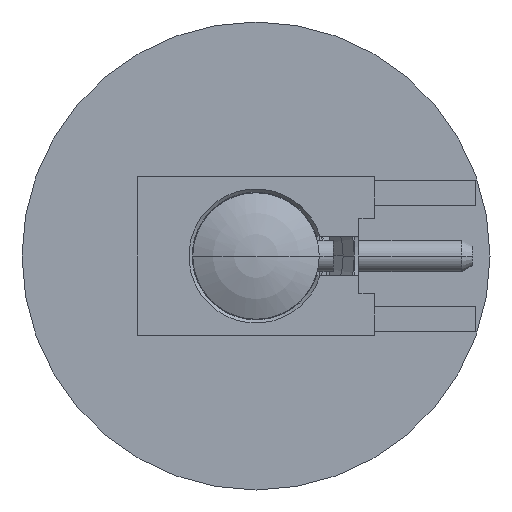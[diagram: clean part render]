
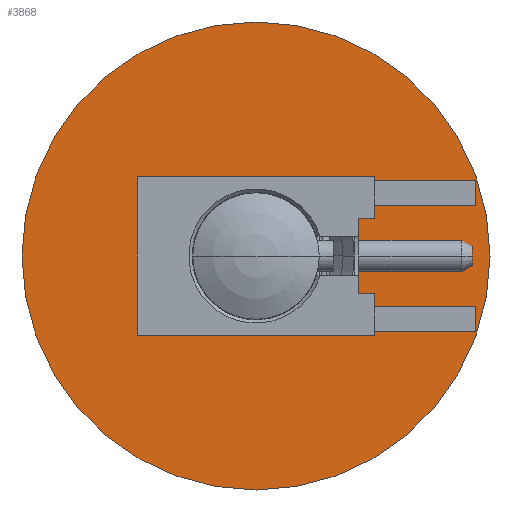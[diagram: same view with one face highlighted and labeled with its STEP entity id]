
A CAD part, left-side view. The second image highlights one B-rep face of the part: STEP entity #3868.
In plain terms, the highlighted planar face has unit normal (-1, 0, 0).
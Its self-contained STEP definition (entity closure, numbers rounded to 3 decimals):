
#886=DIRECTION('',(0.,-1.,0.));
#887=VECTOR('',#886,8.895);
#888=CARTESIAN_POINT('',(12.01,4.765,-3.175));
#889=LINE('',#888,#887);
#890=DIRECTION('',(0.,0.,1.));
#891=VECTOR('',#890,6.35);
#892=CARTESIAN_POINT('',(12.01,-4.13,-3.175));
#893=LINE('',#892,#891);
#894=DIRECTION('',(0.,1.,0.));
#895=VECTOR('',#894,8.895);
#896=CARTESIAN_POINT('',(12.01,-4.13,3.175));
#897=LINE('',#896,#895);
#898=DIRECTION('',(0.,0.,-1.));
#899=VECTOR('',#898,6.35);
#900=CARTESIAN_POINT('',(12.01,4.765,3.175));
#901=LINE('',#900,#899);
#1470=CARTESIAN_POINT('',(12.01,0.,0.));
#1471=DIRECTION('',(-1.,0.,0.));
#1472=DIRECTION('',(0.,-1.,0.));
#1473=AXIS2_PLACEMENT_3D('',#1470,#1471,#1472);
#1483=CARTESIAN_POINT('',(12.01,0.,0.));
#1484=DIRECTION('',(1.,0.,0.));
#1485=DIRECTION('',(0.,-1.,0.));
#1486=AXIS2_PLACEMENT_3D('',#1483,#1484,#1485);
#3137=CARTESIAN_POINT('',(12.01,-9.4,0.));
#3139=VERTEX_POINT('',#3137);
#3141=CARTESIAN_POINT('',(12.01,9.4,0.));
#3143=VERTEX_POINT('',#3141);
#3157=CARTESIAN_POINT('',(12.01,4.765,3.175));
#3158=CARTESIAN_POINT('',(12.01,4.765,-3.175));
#3159=VERTEX_POINT('',#3157);
#3160=VERTEX_POINT('',#3158);
#3389=CARTESIAN_POINT('',(12.01,-4.13,-3.175));
#3390=VERTEX_POINT('',#3389);
#3397=CARTESIAN_POINT('',(12.01,-4.13,3.175));
#3398=VERTEX_POINT('',#3397);
#3847=CARTESIAN_POINT('',(12.01,0.,0.));
#3848=DIRECTION('',(-1.,0.,0.));
#3849=DIRECTION('',(0.,1.,0.));
#3850=AXIS2_PLACEMENT_3D('',#3847,#3848,#3849);
#3851=PLANE('',#3850);
#3853=ORIENTED_EDGE('',*,*,#3852,.F.);
#3855=ORIENTED_EDGE('',*,*,#3854,.T.);
#3856=EDGE_LOOP('',(#3853,#3855));
#3857=FACE_OUTER_BOUND('',#3856,.F.);
#3859=ORIENTED_EDGE('',*,*,#3858,.T.);
#3861=ORIENTED_EDGE('',*,*,#3860,.T.);
#3863=ORIENTED_EDGE('',*,*,#3862,.T.);
#3865=ORIENTED_EDGE('',*,*,#3864,.T.);
#3866=EDGE_LOOP('',(#3859,#3861,#3863,#3865));
#3867=FACE_BOUND('',#3866,.F.);
#1474=CIRCLE('',#1473,9.4);
#1487=CIRCLE('',#1486,9.4);
#3852=EDGE_CURVE('',#3139,#3143,#1474,.T.);
#3854=EDGE_CURVE('',#3139,#3143,#1487,.T.);
#3858=EDGE_CURVE('',#3160,#3390,#889,.T.);
#3860=EDGE_CURVE('',#3390,#3398,#893,.T.);
#3862=EDGE_CURVE('',#3398,#3159,#897,.T.);
#3864=EDGE_CURVE('',#3159,#3160,#901,.T.);
#3868=ADVANCED_FACE('',(#3857,#3867),#3851,.T.);
